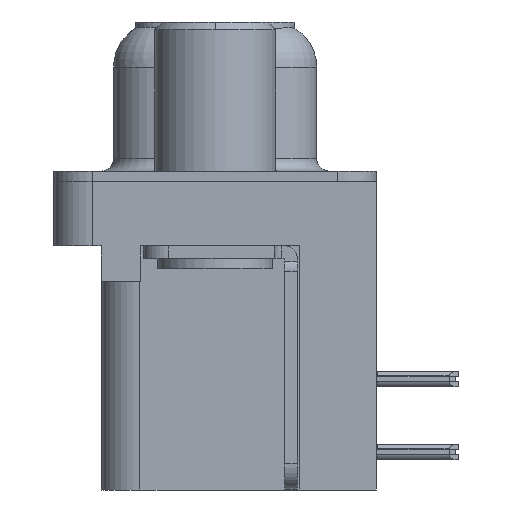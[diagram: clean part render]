
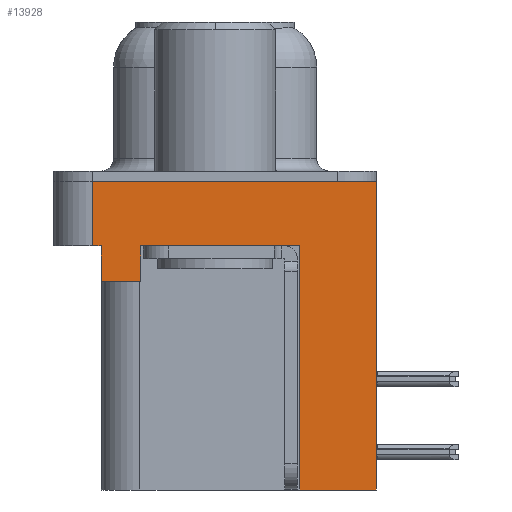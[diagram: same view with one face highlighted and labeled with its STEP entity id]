
A CAD part, left-side view. The second image highlights one B-rep face of the part: STEP entity #13928.
In plain terms, the highlighted planar face has unit normal (-1, 0, 0).
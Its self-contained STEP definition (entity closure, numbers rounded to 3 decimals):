
#772 = EDGE_LOOP ( 'NONE', ( #7868, #8282, #13970, #14167, #5697, #27996, #30151, #19226, #28953, #26340 ) ) ;
#1155 = CARTESIAN_POINT ( 'NONE',  ( -3., -3.295, -2.5 ) ) ;
#1803 = EDGE_CURVE ( 'NONE', #20750, #8578, #30001, .T. ) ;
#1809 = CARTESIAN_POINT ( 'NONE',  ( -3., -3.295, -12. ) ) ;
#2221 = CARTESIAN_POINT ( 'NONE',  ( -3., -6.275, -2.5 ) ) ;
#2970 = EDGE_CURVE ( 'NONE', #5314, #30537, #23861, .T. ) ;
#4029 = CARTESIAN_POINT ( 'NONE',  ( -3., -6.275, -2.5 ) ) ;
#4436 = EDGE_CURVE ( 'NONE', #5314, #22734, #9197, .T. ) ;
#5209 = CARTESIAN_POINT ( 'NONE',  ( -3., -6.275, -2.5 ) ) ;
#5314 = VERTEX_POINT ( 'NONE', #14210 ) ;
#5663 = VECTOR ( 'NONE', #14407, 1000. ) ;
#5697 = ORIENTED_EDGE ( 'NONE', *, *, #23790, .F. ) ;
#5728 = VECTOR ( 'NONE', #22569, 1000. ) ;
#6429 = CARTESIAN_POINT ( 'NONE',  ( -3., 2.895, -3.9 ) ) ;
#6479 = LINE ( 'NONE', #17681, #5728 ) ;
#6544 = CARTESIAN_POINT ( 'NONE',  ( -3., -6.275, -2.5 ) ) ;
#6620 = VECTOR ( 'NONE', #23415, 1000. ) ;
#6930 = EDGE_CURVE ( 'NONE', #29868, #12621, #28689, .T. ) ;
#7427 = CARTESIAN_POINT ( 'NONE',  ( -3., 4.425, -2.5 ) ) ;
#7570 = EDGE_CURVE ( 'NONE', #28556, #22734, #21669, .T. ) ;
#7868 = ORIENTED_EDGE ( 'NONE', *, *, #7570, .F. ) ;
#8188 = VECTOR ( 'NONE', #23224, 1000. ) ;
#8282 = ORIENTED_EDGE ( 'NONE', *, *, #22660, .F. ) ;
#8431 = VECTOR ( 'NONE', #15899, 1000. ) ;
#8578 = VERTEX_POINT ( 'NONE', #1155 ) ;
#9067 = CARTESIAN_POINT ( 'NONE',  ( -3., 4.775, 0. ) ) ;
#9197 = LINE ( 'NONE', #4029, #8431 ) ;
#9275 = AXIS2_PLACEMENT_3D ( 'NONE', #2221, #19024, #23304 ) ;
#11687 = DIRECTION ( 'NONE',  ( 0., 0., 1. ) ) ;
#12472 = DIRECTION ( 'NONE',  ( 0., -1., 0. ) ) ;
#12621 = VERTEX_POINT ( 'NONE', #7427 ) ;
#13928 = ADVANCED_FACE ( 'NONE', ( #17693 ), #25854, .T. ) ;
#13970 = ORIENTED_EDGE ( 'NONE', *, *, #6930, .T. ) ;
#14167 = ORIENTED_EDGE ( 'NONE', *, *, #28114, .F. ) ;
#14210 = CARTESIAN_POINT ( 'NONE',  ( -3., -6.275, -12. ) ) ;
#14404 = VECTOR ( 'NONE', #21995, 1000. ) ;
#14407 = DIRECTION ( 'NONE',  ( 0., 1., 0. ) ) ;
#15314 = VERTEX_POINT ( 'NONE', #16628 ) ;
#15604 = VECTOR ( 'NONE', #11687, 1000. ) ;
#15899 = DIRECTION ( 'NONE',  ( 0., 0., 1. ) ) ;
#15960 = LINE ( 'NONE', #26211, #15604 ) ;
#16628 = CARTESIAN_POINT ( 'NONE',  ( -3., 4.425, -3.9 ) ) ;
#17681 = CARTESIAN_POINT ( 'NONE',  ( -3., 4.775, -2.5 ) ) ;
#17693 = FACE_OUTER_BOUND ( 'NONE', #772, .T. ) ;
#19024 = DIRECTION ( 'NONE',  ( -1., 0., 0. ) ) ;
#19226 = ORIENTED_EDGE ( 'NONE', *, *, #25856, .F. ) ;
#19505 = DIRECTION ( 'NONE',  ( 0., -1., 0. ) ) ;
#20750 = VERTEX_POINT ( 'NONE', #27828 ) ;
#21669 = LINE ( 'NONE', #22254, #26576 ) ;
#21995 = DIRECTION ( 'NONE',  ( 0., 0., 1. ) ) ;
#22254 = CARTESIAN_POINT ( 'NONE',  ( -3., -6.275, 0. ) ) ;
#22569 = DIRECTION ( 'NONE',  ( 0., 0., 1. ) ) ;
#22660 = EDGE_CURVE ( 'NONE', #29868, #28556, #6479, .T. ) ;
#22715 = VERTEX_POINT ( 'NONE', #6429 ) ;
#22734 = VERTEX_POINT ( 'NONE', #23702 ) ;
#23097 = EDGE_CURVE ( 'NONE', #22715, #20750, #30891, .T. ) ;
#23224 = DIRECTION ( 'NONE',  ( 0., -1., 0. ) ) ;
#23304 = DIRECTION ( 'NONE',  ( 0., 0., 1. ) ) ;
#23415 = DIRECTION ( 'NONE',  ( 0., 1., 0. ) ) ;
#23417 = VECTOR ( 'NONE', #19505, 1000. ) ;
#23661 = CARTESIAN_POINT ( 'NONE',  ( -3., 4.425, -3.9 ) ) ;
#23702 = CARTESIAN_POINT ( 'NONE',  ( -3., -6.275, 0. ) ) ;
#23790 = EDGE_CURVE ( 'NONE', #22715, #15314, #24841, .T. ) ;
#23861 = LINE ( 'NONE', #28082, #6620 ) ;
#24841 = LINE ( 'NONE', #23661, #5663 ) ;
#25176 = CARTESIAN_POINT ( 'NONE',  ( -3., 4.775, -2.5 ) ) ;
#25854 = PLANE ( 'NONE',  #9275 ) ;
#25856 = EDGE_CURVE ( 'NONE', #30537, #8578, #28907, .T. ) ;
#26211 = CARTESIAN_POINT ( 'NONE',  ( -3., 4.425, -3.9 ) ) ;
#26340 = ORIENTED_EDGE ( 'NONE', *, *, #4436, .T. ) ;
#26576 = VECTOR ( 'NONE', #12472, 1000. ) ;
#26756 = CARTESIAN_POINT ( 'NONE',  ( -3., 2.895, -3.9 ) ) ;
#27828 = CARTESIAN_POINT ( 'NONE',  ( -3., 2.895, -2.5 ) ) ;
#27996 = ORIENTED_EDGE ( 'NONE', *, *, #23097, .T. ) ;
#28082 = CARTESIAN_POINT ( 'NONE',  ( -3., -3.295, -12. ) ) ;
#28114 = EDGE_CURVE ( 'NONE', #15314, #12621, #15960, .T. ) ;
#28130 = DIRECTION ( 'NONE',  ( 0., 0., 1. ) ) ;
#28556 = VERTEX_POINT ( 'NONE', #9067 ) ;
#28689 = LINE ( 'NONE', #5209, #23417 ) ;
#28907 = LINE ( 'NONE', #30226, #30767 ) ;
#28953 = ORIENTED_EDGE ( 'NONE', *, *, #2970, .F. ) ;
#29868 = VERTEX_POINT ( 'NONE', #25176 ) ;
#30001 = LINE ( 'NONE', #6544, #8188 ) ;
#30151 = ORIENTED_EDGE ( 'NONE', *, *, #1803, .T. ) ;
#30226 = CARTESIAN_POINT ( 'NONE',  ( -3., -3.295, -12. ) ) ;
#30537 = VERTEX_POINT ( 'NONE', #1809 ) ;
#30767 = VECTOR ( 'NONE', #28130, 1000. ) ;
#30891 = LINE ( 'NONE', #26756, #14404 ) ;
